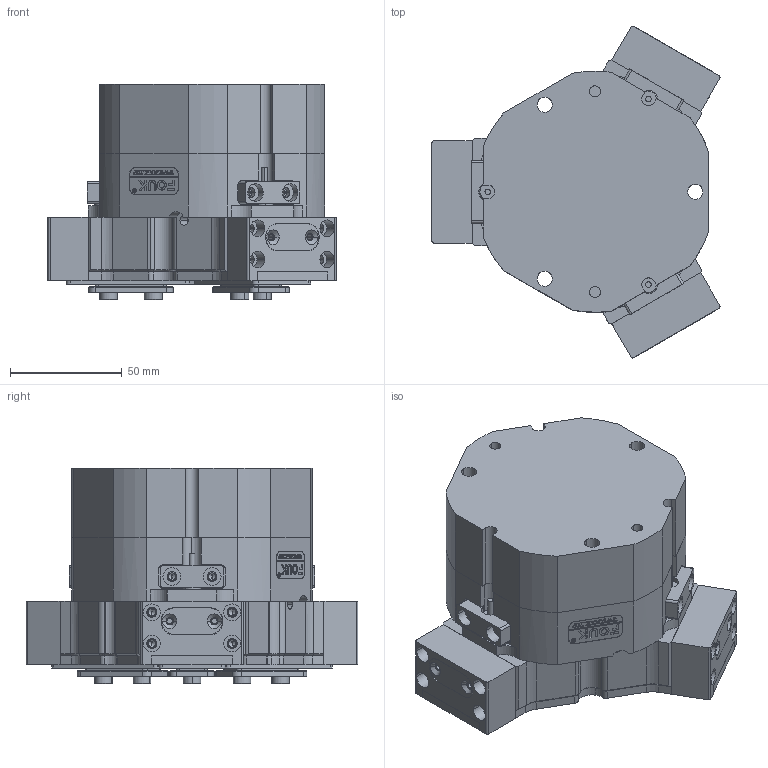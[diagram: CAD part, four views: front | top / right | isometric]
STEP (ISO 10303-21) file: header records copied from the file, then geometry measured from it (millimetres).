
FILE_DESCRIPTION (( 'STEP AP203' ), '1' );
FILE_NAME ('TZ75-119-P-NC.STEP', '2024-12-05T08:35:21', ( 'USER-' ), ( 'Microsoft' ), 'SwSTEP 2.0', 'SolidWorks 2018', '' );
FILE_SCHEMA (( 'CONFIG_CONTROL_DESIGN' ));
Length unit declared in the file: millimetre
Products named in the file (25): 揤极18; TZ75-119-C30-P杅耀.sldasm-Part-27; TZ75-119-C30-P杅耀.sldasm-Part-6; TZ75-119-NO; TZ75BS-1-03 菁窒晊扥裔; TZ75-119-C30-P杅耀.sldasm-Part-26; TZ75-119-C30-P杅耀.sldasm-Part-7; TZ75-119-C30-P杅耀.sldasm-Part-13; TZ75-119-C30-P杅耀.sldasm-Part-20; TZ75-119-C30-P杅耀.sldasm-Part-5; 25x12-R3; TZ75-119-C30-P杅耀.sldasm-Part-10; TZ75C-T-01 ァ蛈褲极釱; TZ75-119-C30-P杅耀.sldasm-Part-1; TZ75賑輸-蛌趙耀倰; 8-18換覜ん; TZ75-119-C30-P杅耀.sldasm-Part-11; TZ75-119-C30-P杅耀.sldasm-Part-22; TZ75-119-C30-P杅耀.sldasm-Part-2; TZ75-119-C30-P杅耀.sldasm-Part-30; TZ75-119-C30-P杅耀.sldasm-Part-19; TZ75-119-P-NC; TZ75-119-C30-P杅耀.sldasm-Part-23; TZ75-119-C30-P杅耀.sldasm-Part-29; TZ75-119-C30-P杅耀.sldasm-Part-15
Assembly tree (32 placements, depth 3):
  TZ75-119-P-NC
    TZ75-119-C30-P杅耀.sldasm-Part-1
    TZ75-119-C30-P杅耀.sldasm-Part-2
    TZ75-119-C30-P杅耀.sldasm-Part-5
    TZ75-119-C30-P杅耀.sldasm-Part-6
    TZ75-119-C30-P杅耀.sldasm-Part-7
    TZ75-119-C30-P杅耀.sldasm-Part-10
    TZ75-119-C30-P杅耀.sldasm-Part-11
    TZ75-119-C30-P杅耀.sldasm-Part-13
    TZ75-119-C30-P杅耀.sldasm-Part-15
    TZ75-119-C30-P杅耀.sldasm-Part-19
    TZ75-119-C30-P杅耀.sldasm-Part-20
    TZ75-119-C30-P杅耀.sldasm-Part-22
    TZ75-119-C30-P杅耀.sldasm-Part-23
    TZ75-119-C30-P杅耀.sldasm-Part-26
    TZ75-119-C30-P杅耀.sldasm-Part-27
    TZ75-119-C30-P杅耀.sldasm-Part-29
    TZ75-119-C30-P杅耀.sldasm-Part-30  x3
    TZ75-119-NO
      TZ75C-T-01 ァ蛈褲极釱
      TZ75賑輸-蛌趙耀倰  x3
      揤极18  x3
      8-18換覜ん  x3
      TZ75BS-1-03 菁窒晊扥裔
      25x12-R3
Bounding box: 129.05 x 148.71 x 96.5 mm (x, y, z)
Volume: 770671.3 mm3; surface area: 171441.6 mm2
Topology: 31 solids, 49 shells, 2028 faces, 5216 edges, 3291 vertices
Faces by surface type: plane 870, cylinder 638, cone 365, bspline 155
Entity records: 57890 total; most frequent: CARTESIAN_POINT 14902, ORIENTED_EDGE 8348, DIRECTION 8225, EDGE_CURVE 4174, AXIS2_PLACEMENT_3D 2830, VERTEX_POINT 2679, VECTOR 2565, LINE 2565
